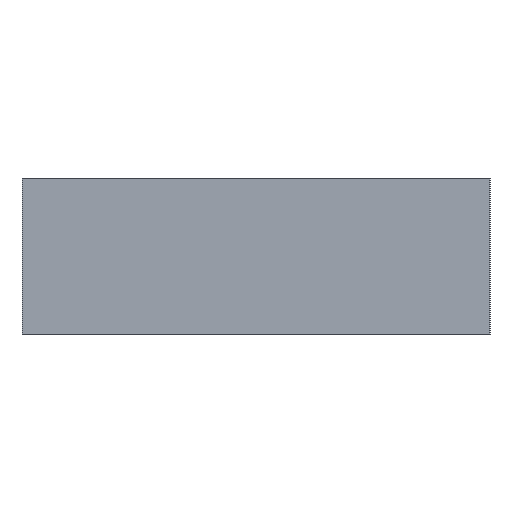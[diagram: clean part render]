
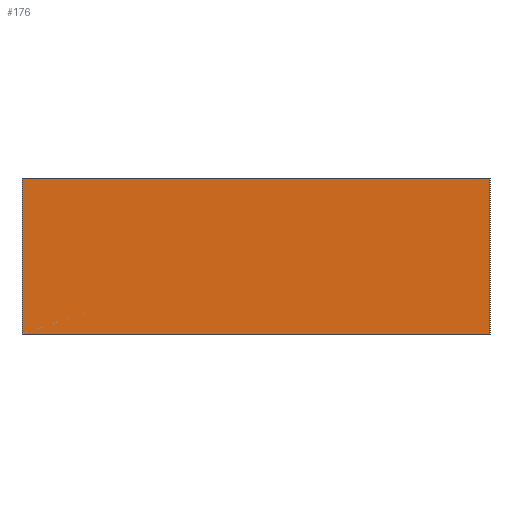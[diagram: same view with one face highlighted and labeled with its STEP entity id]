
A CAD part, left-side view. The second image highlights one B-rep face of the part: STEP entity #176.
In plain terms, the highlighted planar face has unit normal (-1, 0, 0).
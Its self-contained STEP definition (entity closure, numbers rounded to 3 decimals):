
#9 = EDGE_CURVE ( 'NONE', #281, #200, #238, .T. ) ;
#15 = DIRECTION ( 'NONE',  ( 0., 0., -1. ) ) ;
#17 = CARTESIAN_POINT ( 'NONE',  ( 0., 30., 0. ) ) ;
#31 = CARTESIAN_POINT ( 'NONE',  ( 0., 30., 10. ) ) ;
#38 = DIRECTION ( 'NONE',  ( 1., 0., 0. ) ) ;
#56 = EDGE_LOOP ( 'NONE', ( #205, #138, #98, #227 ) ) ;
#63 = LINE ( 'NONE', #292, #100 ) ;
#86 = VERTEX_POINT ( 'NONE', #190 ) ;
#98 = ORIENTED_EDGE ( 'NONE', *, *, #237, .F. ) ;
#100 = VECTOR ( 'NONE', #198, 1000. ) ;
#121 = PLANE ( 'NONE',  #122 ) ;
#122 = AXIS2_PLACEMENT_3D ( 'NONE', #188, #38, #15 ) ;
#138 = ORIENTED_EDGE ( 'NONE', *, *, #169, .F. ) ;
#146 = CARTESIAN_POINT ( 'NONE',  ( 0., 0., 0. ) ) ;
#147 = LINE ( 'NONE', #217, #254 ) ;
#169 = EDGE_CURVE ( 'NONE', #86, #208, #147, .T. ) ;
#171 = DIRECTION ( 'NONE',  ( 0., -1., 0. ) ) ;
#176 = ADVANCED_FACE ( 'NONE', ( #182 ), #121, .F. ) ;
#180 = VECTOR ( 'NONE', #279, 1000. ) ;
#182 = FACE_OUTER_BOUND ( 'NONE', #56, .T. ) ;
#188 = CARTESIAN_POINT ( 'NONE',  ( 0., 0., 10. ) ) ;
#190 = CARTESIAN_POINT ( 'NONE',  ( 0., 0., 10. ) ) ;
#195 = CARTESIAN_POINT ( 'NONE',  ( 0., 30., 10. ) ) ;
#198 = DIRECTION ( 'NONE',  ( 0., -1., 0. ) ) ;
#200 = VERTEX_POINT ( 'NONE', #17 ) ;
#205 = ORIENTED_EDGE ( 'NONE', *, *, #242, .T. ) ;
#208 = VERTEX_POINT ( 'NONE', #146 ) ;
#217 = CARTESIAN_POINT ( 'NONE',  ( 0., 0., 10. ) ) ;
#227 = ORIENTED_EDGE ( 'NONE', *, *, #9, .T. ) ;
#237 = EDGE_CURVE ( 'NONE', #281, #86, #63, .T. ) ;
#238 = LINE ( 'NONE', #31, #180 ) ;
#240 = LINE ( 'NONE', #248, #271 ) ;
#242 = EDGE_CURVE ( 'NONE', #200, #208, #240, .T. ) ;
#248 = CARTESIAN_POINT ( 'NONE',  ( 0., 0., 0. ) ) ;
#254 = VECTOR ( 'NONE', #286, 1000. ) ;
#271 = VECTOR ( 'NONE', #171, 1000. ) ;
#279 = DIRECTION ( 'NONE',  ( 0., 0., -1. ) ) ;
#281 = VERTEX_POINT ( 'NONE', #195 ) ;
#286 = DIRECTION ( 'NONE',  ( 0., 0., -1. ) ) ;
#292 = CARTESIAN_POINT ( 'NONE',  ( 0., 0., 10. ) ) ;
